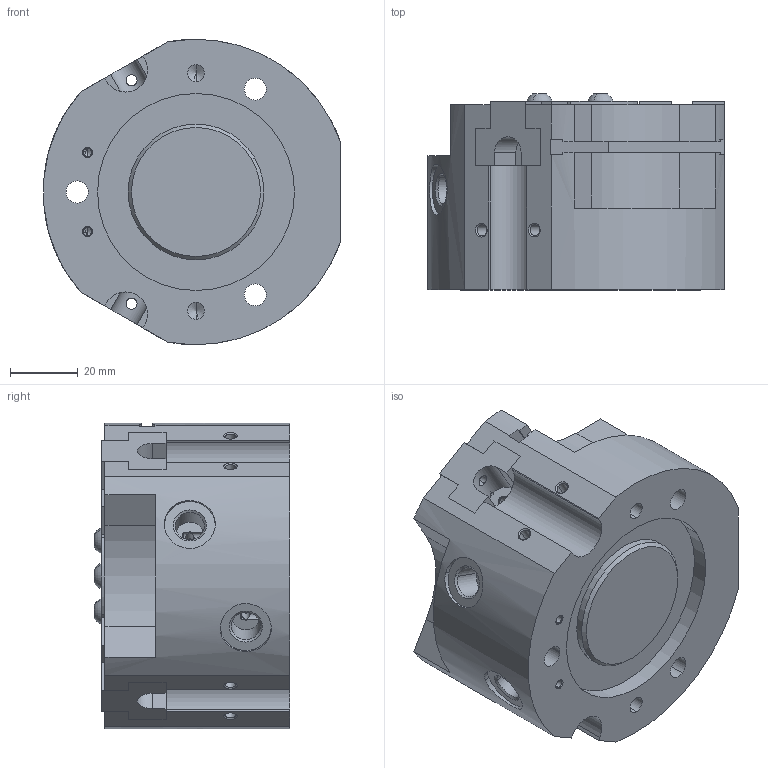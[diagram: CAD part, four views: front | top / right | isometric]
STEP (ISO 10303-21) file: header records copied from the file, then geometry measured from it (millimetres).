
FILE_DESCRIPTION( ( '' ), '1' );
FILE_NAME( 'dts309_dt309aaa_0_2_14a.stp', '2010-10-25T12:26:24', ( '' ), ( '' ), ' ', ' ', ' ' );
FILE_SCHEMA( ( 'automotive_design' ) );
Length unit declared in the file: millimetre
Products named in the file (4): 1; 2; 3; 4
Bounding box: 87.36 x 57.7 x 89.96 mm (x, y, z)
Volume: 273095.5 mm3; surface area: 53600.9 mm2
Topology: 4 solids, 4 shells, 322 faces, 869 edges, 535 vertices
Faces by surface type: plane 151, cylinder 91, cone 74, torus 6
Entity records: 20704 total; most frequent: CARTESIAN_POINT 3177, STYLED_ITEM 1692, PRESENTATION_STYLE_ASSIGNMENT 1692, COLOUR_RGB 1692, DIRECTION 1675, ORIENTED_EDGE 1662, EDGE_CURVE 831, CURVE_STYLE 831
